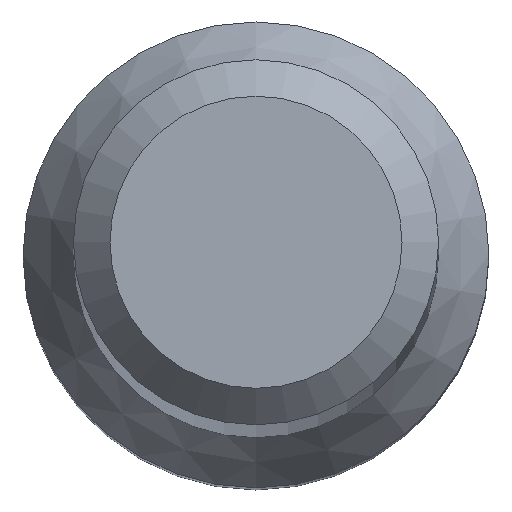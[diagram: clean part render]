
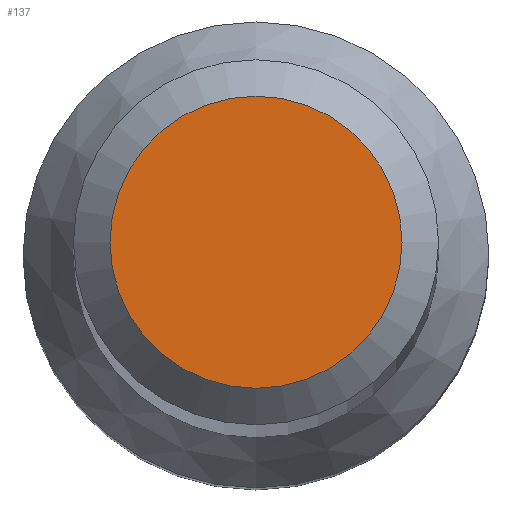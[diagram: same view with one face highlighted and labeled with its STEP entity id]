
A CAD part, top view. The second image highlights one B-rep face of the part: STEP entity #137.
In plain terms, the highlighted planar face has unit normal (0, 0, 1).
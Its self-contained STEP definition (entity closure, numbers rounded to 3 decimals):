
#3 = DIRECTION ( 'NONE',  ( 0., 0., 1. ) ) ;
#6 = CARTESIAN_POINT ( 'NONE',  ( 0., 0., 70. ) ) ;
#17 = CARTESIAN_POINT ( 'NONE',  ( 0., 1.2, 70. ) ) ;
#33 = DIRECTION ( 'NONE',  ( 0., 1., 0. ) ) ;
#46 = EDGE_LOOP ( 'NONE', ( #200 ) ) ;
#54 = CIRCLE ( 'NONE', #69, 1.2 ) ;
#69 = AXIS2_PLACEMENT_3D ( 'NONE', #209, #230, #33 ) ;
#96 = PLANE ( 'NONE',  #220 ) ;
#110 = VERTEX_POINT ( 'NONE', #17 ) ;
#131 = DIRECTION ( 'NONE',  ( 0., -1., 0. ) ) ;
#137 = ADVANCED_FACE ( 'NONE', ( #169 ), #96, .T. ) ;
#169 = FACE_OUTER_BOUND ( 'NONE', #46, .T. ) ;
#199 = EDGE_CURVE ( 'NONE', #110, #110, #54, .T. ) ;
#200 = ORIENTED_EDGE ( 'NONE', *, *, #199, .F. ) ;
#209 = CARTESIAN_POINT ( 'NONE',  ( 0., 0., 70. ) ) ;
#220 = AXIS2_PLACEMENT_3D ( 'NONE', #6, #3, #131 ) ;
#230 = DIRECTION ( 'NONE',  ( 0., 0., -1. ) ) ;
